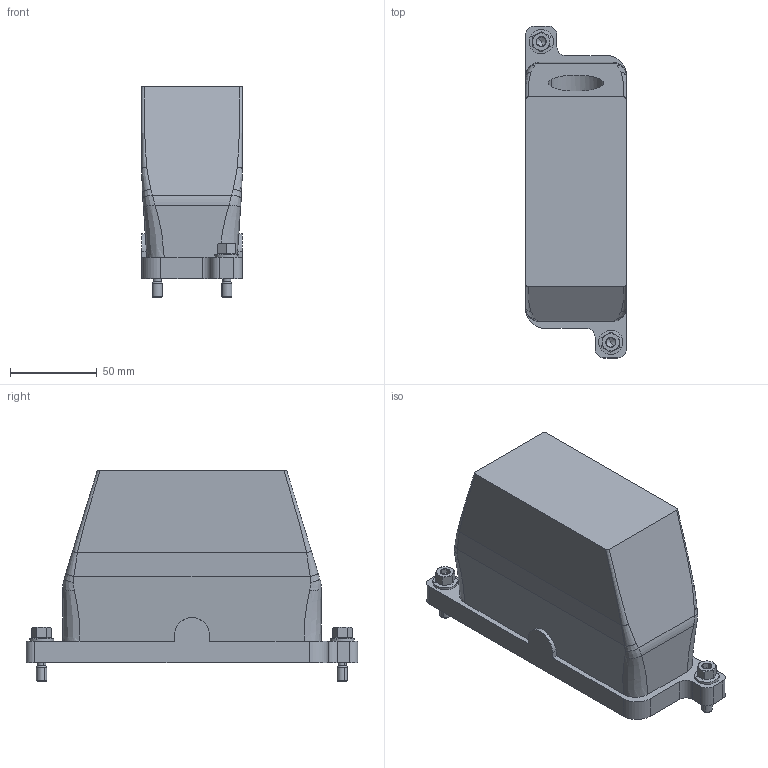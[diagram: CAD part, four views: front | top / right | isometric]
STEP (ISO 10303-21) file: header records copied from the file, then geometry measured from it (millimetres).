
FILE_DESCRIPTION(('CATIA V5 STEP Exchange','CAx-IF Rec.Pracs.--- Model Styling and Organization---1.5--- 2016-08-15','CAx-IF Rec.Pracs.---Supplemental Geometry---1.0---2011-11-01','CAx-IF Rec.Pracs.--- Composite Materials ---1.1---2010-07-15'),'2;1');
FILE_NAME ('005949-3_1', '2025-09-01T12:54:44+00:00', ('none'), ('Weidmueller'), 'CATIA Version 5-6 Release 2024 SP4', 'CATIA V5 STEP AP214 v3', 'none');
FILE_SCHEMA(('AUTOMOTIVE_DESIGN { 1 0 10303 214 1 1 1 1 }'));
Length unit declared in the file: millimetre
Products named in the file (1): 1082970000_S
Bounding box: 58 x 191 x 121 mm (x, y, z)
Volume: 263772.6 mm3; surface area: 105793.8 mm2
Topology: 3 solids, 3 shells, 336 faces, 797 edges, 475 vertices
Faces by surface type: cone 108, plane 96, cylinder 88, bspline 20, sphere 16, torus 8
Entity records: 11849 total; most frequent: CARTESIAN_POINT 5197, ORIENTED_EDGE 1570, DIRECTION 939, EDGE_CURVE 785, VERTEX_POINT 475, AXIS2_PLACEMENT_3D 417, EDGE_LOOP 362, ADVANCED_FACE 336
